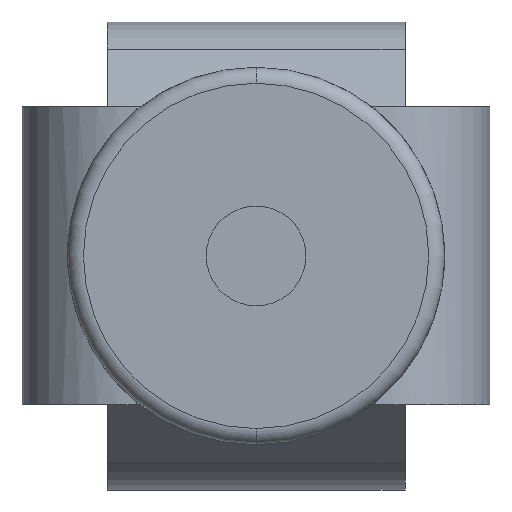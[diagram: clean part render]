
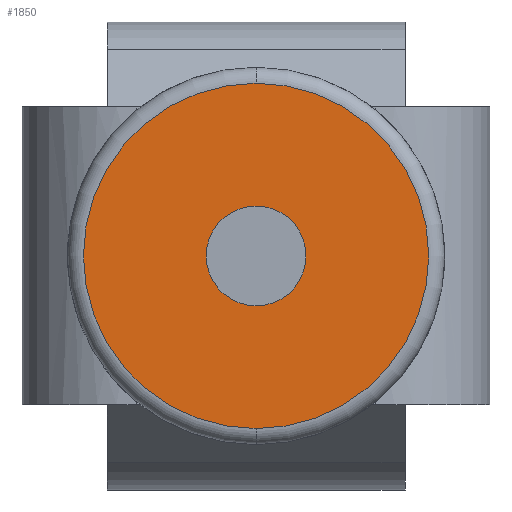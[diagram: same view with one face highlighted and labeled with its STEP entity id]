
A CAD part, front view. The second image highlights one B-rep face of the part: STEP entity #1850.
In plain terms, the highlighted planar face has unit normal (0, -1, 0).
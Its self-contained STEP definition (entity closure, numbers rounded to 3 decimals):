
#54 = VERTEX_POINT ( 'NONE', #925 ) ;
#72 = CARTESIAN_POINT ( 'NONE',  ( -22.433, -15.15, 0. ) ) ;
#364 = DIRECTION ( 'NONE',  ( 0., 0., 1. ) ) ;
#577 = EDGE_CURVE ( 'NONE', #2972, #616, #3274, .T. ) ;
#616 = VERTEX_POINT ( 'NONE', #1418 ) ;
#760 = EDGE_LOOP ( 'NONE', ( #3658, #3311 ) ) ;
#765 = CARTESIAN_POINT ( 'NONE',  ( -22.433, -15.15, 8.242 ) ) ;
#766 = CARTESIAN_POINT ( 'NONE',  ( -22.433, -15.15, 0. ) ) ;
#778 = DIRECTION ( 'NONE',  ( 0., -1., 0. ) ) ;
#790 = CIRCLE ( 'NONE', #3618, 2.382 ) ;
#792 = DIRECTION ( 'NONE',  ( 0., 0., 1. ) ) ;
#853 = CARTESIAN_POINT ( 'NONE',  ( -22.433, -15.15, 0. ) ) ;
#925 = CARTESIAN_POINT ( 'NONE',  ( -22.433, -15.15, 2.382 ) ) ;
#926 = DIRECTION ( 'NONE',  ( 0., -1., 0. ) ) ;
#1094 = DIRECTION ( 'NONE',  ( 0., 0., 1. ) ) ;
#1228 = CIRCLE ( 'NONE', #3649, 2.382 ) ;
#1234 = EDGE_LOOP ( 'NONE', ( #3700, #1944 ) ) ;
#1333 = DIRECTION ( 'NONE',  ( 0., -1., 0. ) ) ;
#1418 = CARTESIAN_POINT ( 'NONE',  ( -22.433, -15.15, -8.242 ) ) ;
#1652 = AXIS2_PLACEMENT_3D ( 'NONE', #2242, #2452, #2478 ) ;
#1741 = EDGE_CURVE ( 'NONE', #3254, #54, #1228, .T. ) ;
#1850 = ADVANCED_FACE ( 'NONE', ( #3145, #1872 ), #2414, .F. ) ;
#1872 = FACE_BOUND ( 'NONE', #760, .T. ) ;
#1944 = ORIENTED_EDGE ( 'NONE', *, *, #2962, .T. ) ;
#1978 = AXIS2_PLACEMENT_3D ( 'NONE', #853, #926, #1094 ) ;
#2062 = CIRCLE ( 'NONE', #2583, 8.242 ) ;
#2081 = DIRECTION ( 'NONE',  ( 0., -1., 0. ) ) ;
#2242 = CARTESIAN_POINT ( 'NONE',  ( -22.433, -15.15, 0. ) ) ;
#2414 = PLANE ( 'NONE',  #1652 ) ;
#2452 = DIRECTION ( 'NONE',  ( 0., 1., 0. ) ) ;
#2478 = DIRECTION ( 'NONE',  ( 0., 0., 1. ) ) ;
#2583 = AXIS2_PLACEMENT_3D ( 'NONE', #3073, #1333, #3359 ) ;
#2689 = EDGE_CURVE ( 'NONE', #54, #3254, #790, .T. ) ;
#2962 = EDGE_CURVE ( 'NONE', #616, #2972, #2062, .T. ) ;
#2972 = VERTEX_POINT ( 'NONE', #765 ) ;
#3073 = CARTESIAN_POINT ( 'NONE',  ( -22.433, -15.15, 0. ) ) ;
#3145 = FACE_OUTER_BOUND ( 'NONE', #1234, .T. ) ;
#3254 = VERTEX_POINT ( 'NONE', #3693 ) ;
#3274 = CIRCLE ( 'NONE', #1978, 8.242 ) ;
#3311 = ORIENTED_EDGE ( 'NONE', *, *, #2689, .F. ) ;
#3359 = DIRECTION ( 'NONE',  ( 0., 0., 1. ) ) ;
#3618 = AXIS2_PLACEMENT_3D ( 'NONE', #72, #2081, #364 ) ;
#3649 = AXIS2_PLACEMENT_3D ( 'NONE', #766, #778, #792 ) ;
#3658 = ORIENTED_EDGE ( 'NONE', *, *, #1741, .F. ) ;
#3693 = CARTESIAN_POINT ( 'NONE',  ( -22.433, -15.15, -2.382 ) ) ;
#3700 = ORIENTED_EDGE ( 'NONE', *, *, #577, .T. ) ;
